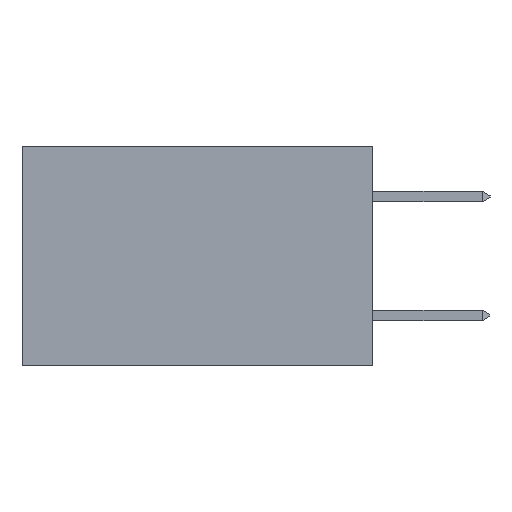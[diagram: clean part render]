
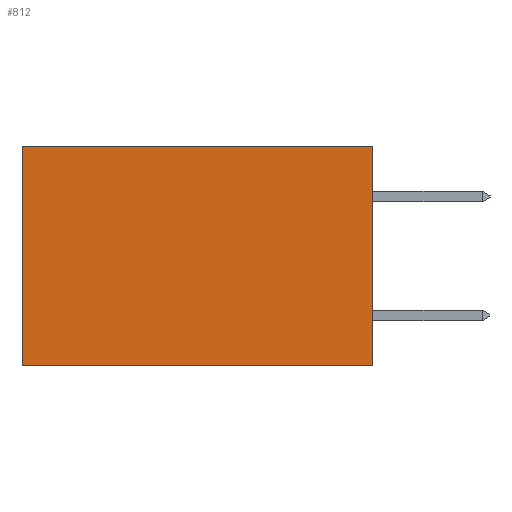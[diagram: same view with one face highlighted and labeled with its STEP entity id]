
A CAD part, left-side view. The second image highlights one B-rep face of the part: STEP entity #812.
In plain terms, the highlighted planar face has unit normal (-1, 0, 0).
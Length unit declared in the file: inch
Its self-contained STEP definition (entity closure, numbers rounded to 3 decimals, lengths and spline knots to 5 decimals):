
#86 = EDGE_LOOP ( 'NONE', ( #10060, #2978, #10360, #551 ) ) ;
#551 = ORIENTED_EDGE ( 'NONE', *, *, #12203, .T. ) ;
#703 = CARTESIAN_POINT ( 'NONE',  ( 0.277, 0., -0.37 ) ) ;
#812 = ADVANCED_FACE ( 'NONE', ( #2231 ), #9956, .F. ) ;
#1046 = DIRECTION ( 'NONE',  ( 0., 1., 0. ) ) ;
#1169 = VECTOR ( 'NONE', #12220, 39.37008 ) ;
#1276 = CARTESIAN_POINT ( 'NONE',  ( 0.277, 0., -0.37 ) ) ;
#1379 = VECTOR ( 'NONE', #9518, 39.37008 ) ;
#1592 = CARTESIAN_POINT ( 'NONE',  ( 0.277, 0.59, 0. ) ) ;
#2167 = LINE ( 'NONE', #703, #8983 ) ;
#2231 = FACE_OUTER_BOUND ( 'NONE', #86, .T. ) ;
#2267 = EDGE_CURVE ( 'NONE', #9852, #6842, #9131, .T. ) ;
#2300 = DIRECTION ( 'NONE',  ( 1., 0., 0. ) ) ;
#2316 = VERTEX_POINT ( 'NONE', #9384 ) ;
#2978 = ORIENTED_EDGE ( 'NONE', *, *, #8401, .F. ) ;
#3901 = LINE ( 'NONE', #7495, #10390 ) ;
#4341 = EDGE_CURVE ( 'NONE', #11952, #2316, #11228, .T. ) ;
#4913 = CARTESIAN_POINT ( 'NONE',  ( 0.277, 0., 0. ) ) ;
#6169 = CARTESIAN_POINT ( 'NONE',  ( 0.277, 0., -0.37 ) ) ;
#6842 = VERTEX_POINT ( 'NONE', #1276 ) ;
#7380 = DIRECTION ( 'NONE',  ( 0., 0., -1. ) ) ;
#7495 = CARTESIAN_POINT ( 'NONE',  ( 0.277, 0., 0. ) ) ;
#8401 = EDGE_CURVE ( 'NONE', #6842, #2316, #2167, .T. ) ;
#8418 = DIRECTION ( 'NONE',  ( 0., 1., 0. ) ) ;
#8983 = VECTOR ( 'NONE', #1046, 39.37008 ) ;
#9131 = LINE ( 'NONE', #9555, #1379 ) ;
#9292 = AXIS2_PLACEMENT_3D ( 'NONE', #6169, #2300, #7380 ) ;
#9384 = CARTESIAN_POINT ( 'NONE',  ( 0.277, 0.59, -0.37 ) ) ;
#9518 = DIRECTION ( 'NONE',  ( 0., 0., -1. ) ) ;
#9555 = CARTESIAN_POINT ( 'NONE',  ( 0.277, 0., -0.37 ) ) ;
#9852 = VERTEX_POINT ( 'NONE', #4913 ) ;
#9956 = PLANE ( 'NONE',  #9292 ) ;
#10060 = ORIENTED_EDGE ( 'NONE', *, *, #4341, .T. ) ;
#10360 = ORIENTED_EDGE ( 'NONE', *, *, #2267, .F. ) ;
#10390 = VECTOR ( 'NONE', #8418, 39.37008 ) ;
#11228 = LINE ( 'NONE', #12227, #1169 ) ;
#11952 = VERTEX_POINT ( 'NONE', #1592 ) ;
#12203 = EDGE_CURVE ( 'NONE', #9852, #11952, #3901, .T. ) ;
#12220 = DIRECTION ( 'NONE',  ( 0., 0., -1. ) ) ;
#12227 = CARTESIAN_POINT ( 'NONE',  ( 0.277, 0.59, -0.37 ) ) ;
